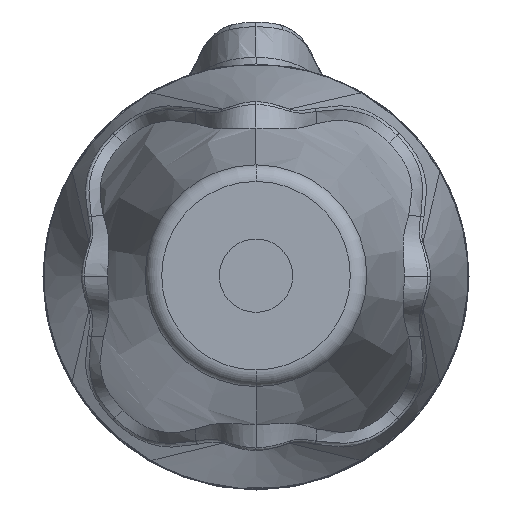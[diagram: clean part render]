
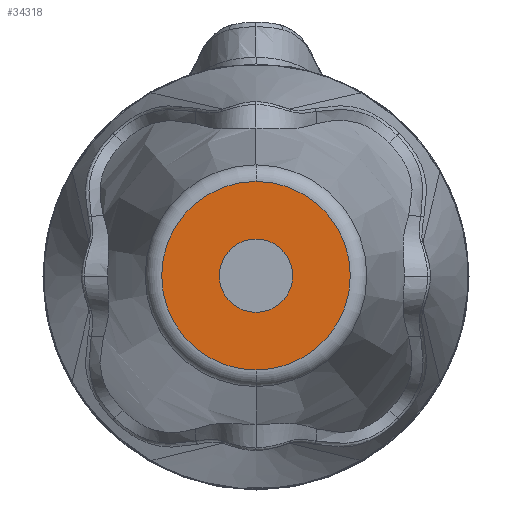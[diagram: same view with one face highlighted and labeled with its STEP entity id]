
A CAD part, top view. The second image highlights one B-rep face of the part: STEP entity #34318.
In plain terms, the highlighted planar face has unit normal (0, 0, 1).
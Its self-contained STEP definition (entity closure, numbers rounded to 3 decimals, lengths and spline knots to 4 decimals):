
#9138=CARTESIAN_POINT('',(0.,0.,58.84));
#9139=DIRECTION('',(0.,0.,1.));
#9140=DIRECTION('',(0.,1.,0.));
#9141=AXIS2_PLACEMENT_3D('',#9138,#9139,#9140);
#9153=CARTESIAN_POINT('',(0.,0.,58.84));
#9154=DIRECTION('',(0.,0.,-1.));
#9155=DIRECTION('',(0.,1.,0.));
#9156=AXIS2_PLACEMENT_3D('',#9153,#9154,#9155);
#9158=CARTESIAN_POINT('',(0.,0.,58.84));
#9159=DIRECTION('',(0.,0.,-1.));
#9160=DIRECTION('',(0.,1.,0.));
#9161=AXIS2_PLACEMENT_3D('',#9158,#9159,#9160);
#9163=CARTESIAN_POINT('',(0.,0.,58.84));
#9164=DIRECTION('',(0.,0.,1.));
#9165=DIRECTION('',(0.,1.,0.));
#9166=AXIS2_PLACEMENT_3D('',#9163,#9164,#9165);
#18504=CARTESIAN_POINT('',(0.,4.5,58.84));
#18506=VERTEX_POINT('',#18504);
#18508=CARTESIAN_POINT('',(0.,-4.5,58.84));
#18510=VERTEX_POINT('',#18508);
#18512=CARTESIAN_POINT('',(0.,1.75,58.84));
#18513=CARTESIAN_POINT('',(0.,-1.75,58.84));
#18514=VERTEX_POINT('',#18512);
#18515=VERTEX_POINT('',#18513);
#34303=CARTESIAN_POINT('',(0.,0.,58.84));
#34304=DIRECTION('',(0.,0.,1.));
#34305=DIRECTION('',(0.,-1.,0.));
#34306=AXIS2_PLACEMENT_3D('',#34303,#34304,#34305);
#34307=PLANE('',#34306);
#34308=ORIENTED_EDGE('',*,*,#34282,.F.);
#34309=ORIENTED_EDGE('',*,*,#34298,.T.);
#34310=EDGE_LOOP('',(#34308,#34309));
#34311=FACE_OUTER_BOUND('',#34310,.F.);
#34313=ORIENTED_EDGE('',*,*,#34312,.F.);
#34315=ORIENTED_EDGE('',*,*,#34314,.T.);
#34316=EDGE_LOOP('',(#34313,#34315));
#34317=FACE_BOUND('',#34316,.F.);
#34318=ADVANCED_FACE('',(#34311,#34317),#34307,.T.);
#9142=CIRCLE('',#9141,4.5);
#9157=CIRCLE('',#9156,4.5);
#9162=CIRCLE('',#9161,1.75);
#9167=CIRCLE('',#9166,1.75);
#34282=EDGE_CURVE('',#18506,#18510,#9142,.T.);
#34298=EDGE_CURVE('',#18506,#18510,#9157,.T.);
#34312=EDGE_CURVE('',#18514,#18515,#9162,.T.);
#34314=EDGE_CURVE('',#18514,#18515,#9167,.T.);
